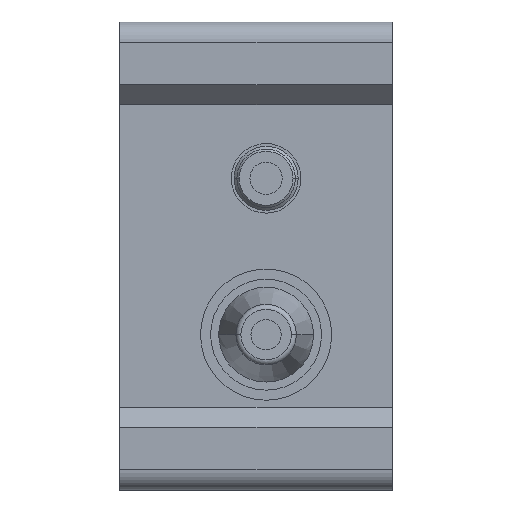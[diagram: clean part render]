
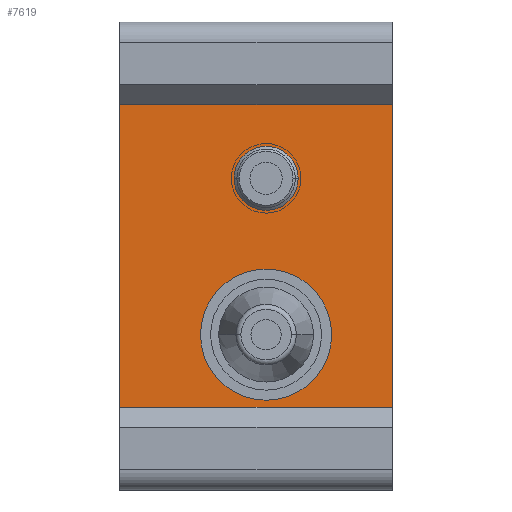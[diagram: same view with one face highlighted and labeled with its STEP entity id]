
A CAD part, front view. The second image highlights one B-rep face of the part: STEP entity #7619.
In plain terms, the highlighted planar face has unit normal (0, -1, 0).
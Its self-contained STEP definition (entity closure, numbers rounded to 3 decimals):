
#213=DIRECTION('',(0.,0.,1.));
#214=VECTOR('',#213,30.);
#215=CARTESIAN_POINT('',(0.,-18.2,-15.));
#216=LINE('',#215,#214);
#993=DIRECTION('',(0.,0.,1.));
#994=VECTOR('',#993,30.);
#995=CARTESIAN_POINT('',(27.,-18.2,-15.));
#996=LINE('',#995,#994);
#1985=DIRECTION('',(-1.,0.,0.));
#1986=VECTOR('',#1985,27.);
#1987=CARTESIAN_POINT('',(27.,-18.2,15.));
#1988=LINE('',#1987,#1986);
#1989=DIRECTION('',(-1.,0.,0.));
#1990=VECTOR('',#1989,27.);
#1991=CARTESIAN_POINT('',(27.,-18.2,-15.));
#1992=LINE('',#1991,#1990);
#1993=CARTESIAN_POINT('',(14.5,-18.2,-7.8));
#1994=DIRECTION('',(0.,-1.,0.));
#1995=DIRECTION('',(-1.,0.,0.));
#1996=AXIS2_PLACEMENT_3D('',#1993,#1994,#1995);
#1998=CARTESIAN_POINT('',(14.5,-18.2,-7.8));
#1999=DIRECTION('',(0.,-1.,0.));
#2000=DIRECTION('',(1.,0.,0.));
#2001=AXIS2_PLACEMENT_3D('',#1998,#1999,#2000);
#2003=CARTESIAN_POINT('',(14.5,-18.2,7.7));
#2004=DIRECTION('',(0.,-1.,0.));
#2005=DIRECTION('',(-1.,0.,0.));
#2006=AXIS2_PLACEMENT_3D('',#2003,#2004,#2005);
#2008=CARTESIAN_POINT('',(14.5,-18.2,7.7));
#2009=DIRECTION('',(0.,-1.,0.));
#2010=DIRECTION('',(1.,0.,0.));
#2011=AXIS2_PLACEMENT_3D('',#2008,#2009,#2010);
#4395=CARTESIAN_POINT('',(0.,-18.2,-15.));
#4396=CARTESIAN_POINT('',(0.,-18.2,15.));
#4397=VERTEX_POINT('',#4395);
#4398=VERTEX_POINT('',#4396);
#4535=CARTESIAN_POINT('',(27.,-18.2,-15.));
#4536=CARTESIAN_POINT('',(27.,-18.2,15.));
#4537=VERTEX_POINT('',#4535);
#4538=VERTEX_POINT('',#4536);
#5615=CARTESIAN_POINT('',(8.,-18.2,-7.8));
#5616=CARTESIAN_POINT('',(21.,-18.2,-7.8));
#5617=VERTEX_POINT('',#5615);
#5618=VERTEX_POINT('',#5616);
#5647=CARTESIAN_POINT('',(11.325,-18.2,7.7));
#5648=CARTESIAN_POINT('',(17.675,-18.2,7.7));
#5649=VERTEX_POINT('',#5647);
#5650=VERTEX_POINT('',#5648);
#7595=CARTESIAN_POINT('',(24.,-18.2,-15.));
#7596=DIRECTION('',(0.,1.,0.));
#7597=DIRECTION('',(0.,0.,1.));
#7598=AXIS2_PLACEMENT_3D('',#7595,#7596,#7597);
#7599=PLANE('',#7598);
#7600=ORIENTED_EDGE('',*,*,#7589,.F.);
#7601=ORIENTED_EDGE('',*,*,#6728,.F.);
#7603=ORIENTED_EDGE('',*,*,#7602,.T.);
#7604=ORIENTED_EDGE('',*,*,#5736,.T.);
#7605=EDGE_LOOP('',(#7600,#7601,#7603,#7604));
#7606=FACE_OUTER_BOUND('',#7605,.F.);
#7608=ORIENTED_EDGE('',*,*,#7607,.T.);
#7610=ORIENTED_EDGE('',*,*,#7609,.T.);
#7611=EDGE_LOOP('',(#7608,#7610));
#7612=FACE_BOUND('',#7611,.F.);
#7614=ORIENTED_EDGE('',*,*,#7613,.T.);
#7616=ORIENTED_EDGE('',*,*,#7615,.T.);
#7617=EDGE_LOOP('',(#7614,#7616));
#7618=FACE_BOUND('',#7617,.F.);
#7619=ADVANCED_FACE('',(#7606,#7612,#7618),#7599,.F.);
#1997=CIRCLE('',#1996,6.5);
#2002=CIRCLE('',#2001,6.5);
#2007=CIRCLE('',#2006,3.175);
#2012=CIRCLE('',#2011,3.175);
#5736=EDGE_CURVE('',#4397,#4398,#216,.T.);
#6728=EDGE_CURVE('',#4537,#4538,#996,.T.);
#7589=EDGE_CURVE('',#4538,#4398,#1988,.T.);
#7602=EDGE_CURVE('',#4537,#4397,#1992,.T.);
#7607=EDGE_CURVE('',#5617,#5618,#1997,.T.);
#7609=EDGE_CURVE('',#5618,#5617,#2002,.T.);
#7613=EDGE_CURVE('',#5649,#5650,#2007,.T.);
#7615=EDGE_CURVE('',#5650,#5649,#2012,.T.);
